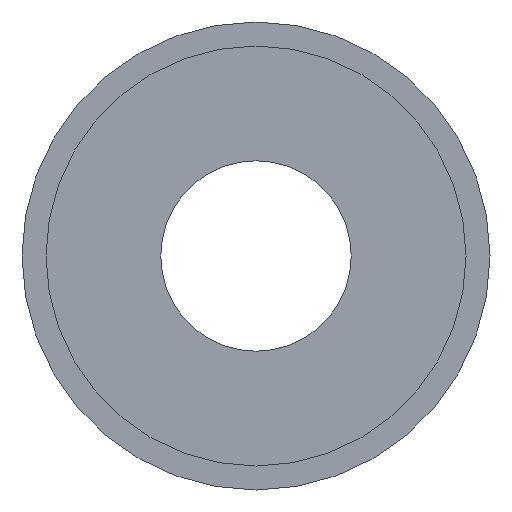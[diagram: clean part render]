
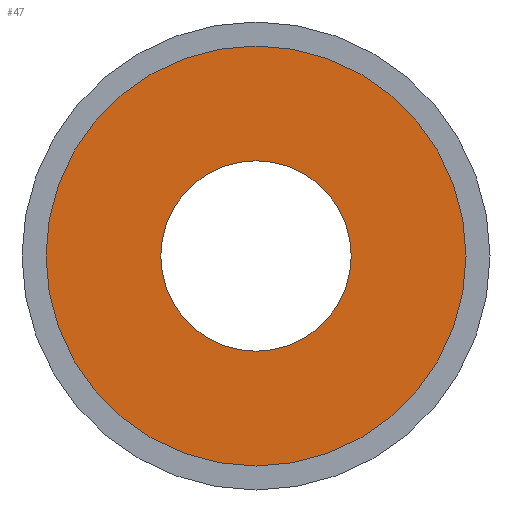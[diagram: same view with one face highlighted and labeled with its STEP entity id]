
A CAD part, front view. The second image highlights one B-rep face of the part: STEP entity #47.
In plain terms, the highlighted planar face has unit normal (0, -1, 0).
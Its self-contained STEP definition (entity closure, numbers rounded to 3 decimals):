
#13 = CIRCLE ( 'NONE', #158, 7. ) ;
#27 = CIRCLE ( 'NONE', #185, 7. ) ;
#33 = VERTEX_POINT ( 'NONE', #83 ) ;
#41 = ORIENTED_EDGE ( 'NONE', *, *, #151, .F. ) ;
#43 = CARTESIAN_POINT ( 'NONE',  ( 0., 0., 0. ) ) ;
#47 = ADVANCED_FACE ( 'NONE', ( #51, #320 ), #127, .F. ) ;
#51 = FACE_BOUND ( 'NONE', #130, .T. ) ;
#53 = ORIENTED_EDGE ( 'NONE', *, *, #97, .T. ) ;
#56 = VERTEX_POINT ( 'NONE', #297 ) ;
#58 = CARTESIAN_POINT ( 'NONE',  ( 0., 0., 0. ) ) ;
#62 = VERTEX_POINT ( 'NONE', #212 ) ;
#72 = CARTESIAN_POINT ( 'NONE',  ( 0., 0., 7. ) ) ;
#80 = ORIENTED_EDGE ( 'NONE', *, *, #199, .F. ) ;
#83 = CARTESIAN_POINT ( 'NONE',  ( 0., 0., -3.175 ) ) ;
#90 = CIRCLE ( 'NONE', #124, 3.175 ) ;
#92 = DIRECTION ( 'NONE',  ( 0., 1., 0. ) ) ;
#97 = EDGE_CURVE ( 'NONE', #33, #56, #205, .T. ) ;
#101 = DIRECTION ( 'NONE',  ( 0., 0., 1. ) ) ;
#103 = CARTESIAN_POINT ( 'NONE',  ( 0., 0., 0. ) ) ;
#105 = DIRECTION ( 'NONE',  ( 0., 0., 1. ) ) ;
#113 = DIRECTION ( 'NONE',  ( 0., 0., 1. ) ) ;
#124 = AXIS2_PLACEMENT_3D ( 'NONE', #275, #303, #140 ) ;
#127 = PLANE ( 'NONE',  #298 ) ;
#130 = EDGE_LOOP ( 'NONE', ( #233, #53 ) ) ;
#140 = DIRECTION ( 'NONE',  ( 0., 0., 1. ) ) ;
#143 = CARTESIAN_POINT ( 'NONE',  ( 0., 0., 0. ) ) ;
#151 = EDGE_CURVE ( 'NONE', #62, #254, #27, .T. ) ;
#158 = AXIS2_PLACEMENT_3D ( 'NONE', #43, #92, #278 ) ;
#171 = EDGE_LOOP ( 'NONE', ( #41, #80 ) ) ;
#183 = DIRECTION ( 'NONE',  ( 0., 1., 0. ) ) ;
#185 = AXIS2_PLACEMENT_3D ( 'NONE', #143, #194, #113 ) ;
#194 = DIRECTION ( 'NONE',  ( 0., 1., 0. ) ) ;
#199 = EDGE_CURVE ( 'NONE', #254, #62, #13, .T. ) ;
#205 = CIRCLE ( 'NONE', #287, 3.175 ) ;
#212 = CARTESIAN_POINT ( 'NONE',  ( 0., 0., -7. ) ) ;
#233 = ORIENTED_EDGE ( 'NONE', *, *, #252, .T. ) ;
#242 = DIRECTION ( 'NONE',  ( 0., 1., 0. ) ) ;
#252 = EDGE_CURVE ( 'NONE', #56, #33, #90, .T. ) ;
#254 = VERTEX_POINT ( 'NONE', #72 ) ;
#275 = CARTESIAN_POINT ( 'NONE',  ( 0., 0., 0. ) ) ;
#278 = DIRECTION ( 'NONE',  ( 0., 0., 1. ) ) ;
#287 = AXIS2_PLACEMENT_3D ( 'NONE', #103, #183, #101 ) ;
#297 = CARTESIAN_POINT ( 'NONE',  ( 0., 0., 3.175 ) ) ;
#298 = AXIS2_PLACEMENT_3D ( 'NONE', #58, #242, #105 ) ;
#303 = DIRECTION ( 'NONE',  ( 0., 1., 0. ) ) ;
#320 = FACE_OUTER_BOUND ( 'NONE', #171, .T. ) ;
